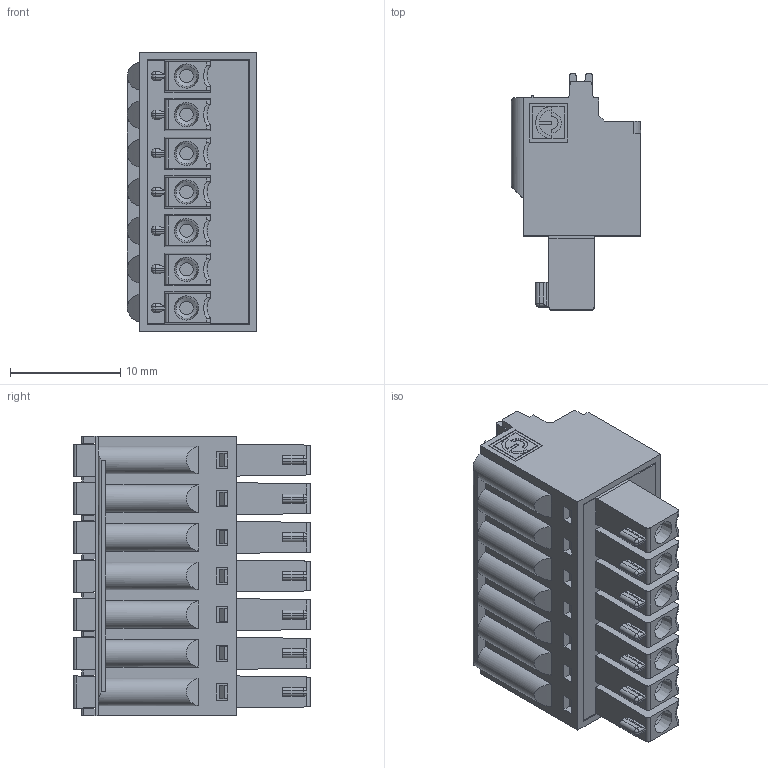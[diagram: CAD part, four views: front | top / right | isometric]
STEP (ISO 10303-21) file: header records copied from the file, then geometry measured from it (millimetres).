
FILE_DESCRIPTION(('STEP AP214'),'1');
FILE_NAME('SHM07-3,5-P.stp','2025-07-01T08:53:03',(' '),(' '),'Spatial InterOp 3D',' ',' ');
FILE_SCHEMA(('AUTOMOTIVE_DESIGN { 1 0 10303 214 1 1 1 1 }'));
Length unit declared in the file: metre
Products named in the file (1): 1751374374
Bounding box: 11.7 x 21.4 x 25.3 mm (x, y, z)
Volume: 3722.8 mm3; surface area: 2928.7 mm2
Topology: 1 solids, 1 shells, 748 faces, 2056 edges, 1340 vertices
Faces by surface type: plane 530, cylinder 175, cone 21, sphere 14, torus 7, extrusion 1
Full cylindrical faces by diameter (mm): 1.2 x7, 3.078 x7
Entity records: 34395 total; most frequent: CARTESIAN_POINT 5606, ORIENTED_EDGE 3958, DIRECTION 3646, EDGE_CURVE 1979, STYLED_ITEM 1583, PRESENTATION_STYLE_ASSIGNMENT 1583, COLOUR_RGB 1583, VECTOR 1516
